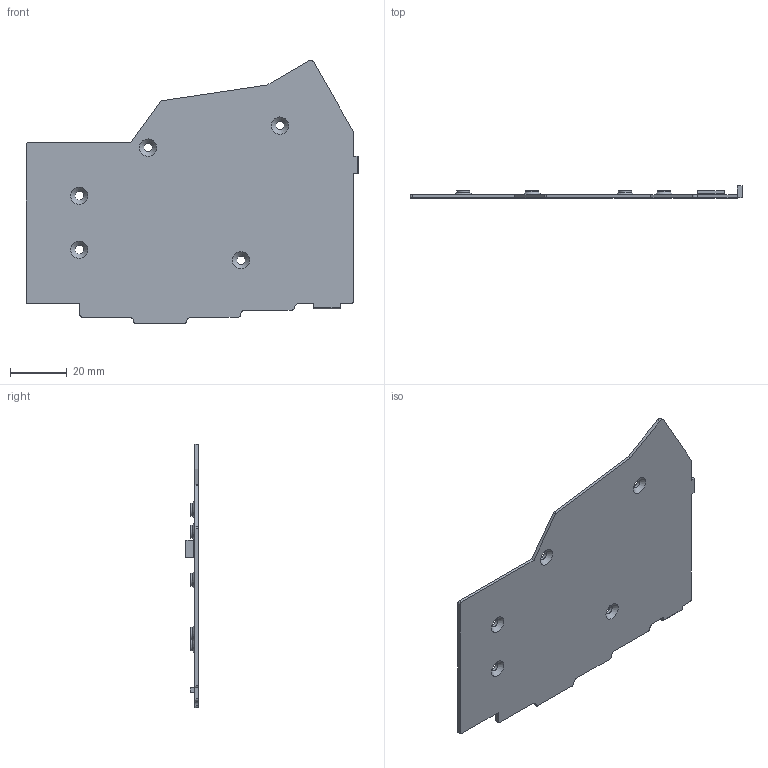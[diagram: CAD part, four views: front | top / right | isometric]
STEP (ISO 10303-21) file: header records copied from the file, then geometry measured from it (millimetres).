
FILE_DESCRIPTION(/* description */ (''),/* implementation_level */ '2;1');
FILE_NAME(/* name */ 'Left Bottom.step',/* time_stamp */ '2021-03-02T10:16:13+01:00',/* author */ (''),/* organization */ (''),/* preprocessor_version */ 'ST-DEVELOPER v18.1',/* originating_system */ 'Autodesk Translation Framework v9.7.1.1290',/* authorisation */ '');
FILE_SCHEMA (('AUTOMOTIVE_DESIGN { 1 0 10303 214 3 1 1 }'));
Length unit declared in the file: millimetre
Products named in the file (1): Left Bottom
Bounding box: 117.05 x 4.3 x 92.78 mm (x, y, z)
Volume: 9190.1 mm3; surface area: 17210.1 mm2
Topology: 1 solids, 1 shells, 71 faces, 182 edges, 118 vertices
Faces by surface type: plane 37, cylinder 24, cone 10
Full cylindrical faces by diameter (mm): 3.1 x5, 4.6 x5
Entity records: 2207 total; most frequent: DIRECTION 384, CARTESIAN_POINT 372, ORIENTED_EDGE 364, EDGE_CURVE 182, AXIS2_PLACEMENT_3D 130, LINE 124, VECTOR 124, VERTEX_POINT 118
